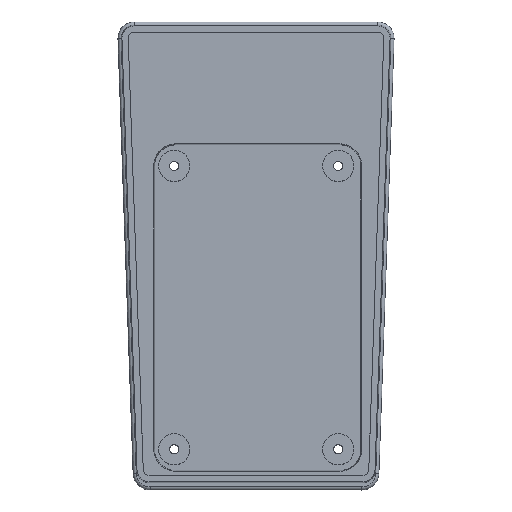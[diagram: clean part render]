
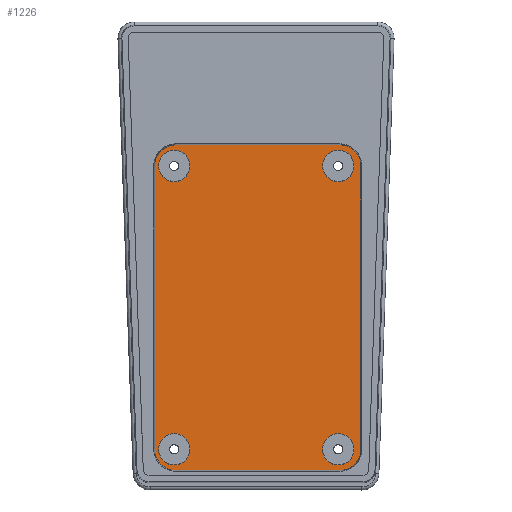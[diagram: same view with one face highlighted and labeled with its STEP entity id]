
A CAD part, top view. The second image highlights one B-rep face of the part: STEP entity #1226.
In plain terms, the highlighted planar face has unit normal (0, 0, 1).
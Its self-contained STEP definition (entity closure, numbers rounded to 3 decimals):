
#54=FACE_BOUND('',#198,.T.);
#55=FACE_BOUND('',#199,.T.);
#56=FACE_BOUND('',#200,.T.);
#57=FACE_BOUND('',#201,.T.);
#72=PLANE('',#1337);
#111=FACE_OUTER_BOUND('',#197,.T.);
#197=EDGE_LOOP('',(#867,#868,#869,#870,#871,#872,#873,#874));
#198=EDGE_LOOP('',(#875));
#199=EDGE_LOOP('',(#876));
#200=EDGE_LOOP('',(#877));
#201=EDGE_LOOP('',(#878));
#286=LINE('',#1940,#379);
#287=LINE('',#1944,#380);
#288=LINE('',#1948,#381);
#289=LINE('',#1952,#382);
#379=VECTOR('',#1535,10.);
#380=VECTOR('',#1538,10.);
#381=VECTOR('',#1541,10.);
#382=VECTOR('',#1544,10.);
#480=CIRCLE('',#1335,5.);
#481=CIRCLE('',#1338,6.763);
#482=CIRCLE('',#1339,6.763);
#483=CIRCLE('',#1340,6.763);
#484=CIRCLE('',#1341,6.763);
#485=CIRCLE('',#1342,5.);
#486=CIRCLE('',#1343,5.);
#487=CIRCLE('',#1344,5.);
#562=VERTEX_POINT('',#1933);
#563=VERTEX_POINT('',#1938);
#564=VERTEX_POINT('',#1939);
#565=VERTEX_POINT('',#1941);
#566=VERTEX_POINT('',#1943);
#567=VERTEX_POINT('',#1945);
#568=VERTEX_POINT('',#1947);
#569=VERTEX_POINT('',#1949);
#570=VERTEX_POINT('',#1951);
#571=VERTEX_POINT('',#1954);
#572=VERTEX_POINT('',#1956);
#573=VERTEX_POINT('',#1958);
#676=EDGE_CURVE('',#562,#562,#480,.T.);
#677=EDGE_CURVE('',#563,#564,#286,.T.);
#678=EDGE_CURVE('',#564,#565,#481,.T.);
#679=EDGE_CURVE('',#565,#566,#287,.T.);
#680=EDGE_CURVE('',#566,#567,#482,.T.);
#681=EDGE_CURVE('',#567,#568,#288,.T.);
#682=EDGE_CURVE('',#568,#569,#483,.T.);
#683=EDGE_CURVE('',#569,#570,#289,.T.);
#684=EDGE_CURVE('',#570,#563,#484,.T.);
#685=EDGE_CURVE('',#571,#571,#485,.T.);
#686=EDGE_CURVE('',#572,#572,#486,.T.);
#687=EDGE_CURVE('',#573,#573,#487,.T.);
#867=ORIENTED_EDGE('',*,*,#677,.T.);
#868=ORIENTED_EDGE('',*,*,#678,.T.);
#869=ORIENTED_EDGE('',*,*,#679,.T.);
#870=ORIENTED_EDGE('',*,*,#680,.T.);
#871=ORIENTED_EDGE('',*,*,#681,.T.);
#872=ORIENTED_EDGE('',*,*,#682,.T.);
#873=ORIENTED_EDGE('',*,*,#683,.T.);
#874=ORIENTED_EDGE('',*,*,#684,.T.);
#875=ORIENTED_EDGE('',*,*,#685,.T.);
#876=ORIENTED_EDGE('',*,*,#686,.T.);
#877=ORIENTED_EDGE('',*,*,#687,.T.);
#878=ORIENTED_EDGE('',*,*,#676,.T.);
#1226=ADVANCED_FACE('',(#111,#54,#55,#56,#57),#72,.T.);
#1335=AXIS2_PLACEMENT_3D('',#1935,#1529,#1530);
#1337=AXIS2_PLACEMENT_3D('',#1937,#1533,#1534);
#1338=AXIS2_PLACEMENT_3D('',#1942,#1536,#1537);
#1339=AXIS2_PLACEMENT_3D('',#1946,#1539,#1540);
#1340=AXIS2_PLACEMENT_3D('',#1950,#1542,#1543);
#1341=AXIS2_PLACEMENT_3D('',#1953,#1545,#1546);
#1342=AXIS2_PLACEMENT_3D('',#1955,#1547,#1548);
#1343=AXIS2_PLACEMENT_3D('',#1957,#1549,#1550);
#1344=AXIS2_PLACEMENT_3D('',#1959,#1551,#1552);
#1529=DIRECTION('center_axis',(0.,0.,-1.));
#1530=DIRECTION('ref_axis',(-1.,0.,0.));
#1533=DIRECTION('center_axis',(0.,0.,1.));
#1534=DIRECTION('ref_axis',(1.,0.,0.));
#1535=DIRECTION('',(-1.,0.,0.));
#1536=DIRECTION('center_axis',(0.,0.,1.));
#1537=DIRECTION('ref_axis',(0.,1.,0.));
#1538=DIRECTION('',(0.,-1.,0.));
#1539=DIRECTION('center_axis',(0.,0.,1.));
#1540=DIRECTION('ref_axis',(-1.,0.,0.));
#1541=DIRECTION('',(1.,0.,0.));
#1542=DIRECTION('center_axis',(0.,0.,1.));
#1543=DIRECTION('ref_axis',(0.,-1.,0.));
#1544=DIRECTION('',(0.,1.,0.));
#1545=DIRECTION('center_axis',(0.,0.,1.));
#1546=DIRECTION('ref_axis',(1.,0.,0.));
#1547=DIRECTION('center_axis',(0.,0.,-1.));
#1548=DIRECTION('ref_axis',(-1.,0.,0.));
#1549=DIRECTION('center_axis',(0.,0.,-1.));
#1550=DIRECTION('ref_axis',(-1.,0.,0.));
#1551=DIRECTION('center_axis',(0.,0.,-1.));
#1552=DIRECTION('ref_axis',(-1.,0.,0.));
#1933=CARTESIAN_POINT('',(-22.625,42.138,7.8));
#1935=CARTESIAN_POINT('Origin',(-27.625,42.138,7.8));
#1937=CARTESIAN_POINT('Origin',(-1.498,13.383,7.8));
#1938=CARTESIAN_POINT('',(25.263,48.9,7.8));
#1939=CARTESIAN_POINT('',(-27.125,48.9,7.8));
#1940=CARTESIAN_POINT('',(-14.312,48.9,7.8));
#1941=CARTESIAN_POINT('',(-33.887,42.138,7.8));
#1942=CARTESIAN_POINT('Origin',(-27.125,42.137,7.8));
#1943=CARTESIAN_POINT('',(-33.888,-48.35,7.8));
#1944=CARTESIAN_POINT('',(-33.888,-17.483,7.8));
#1945=CARTESIAN_POINT('',(-27.125,-55.112,7.8));
#1946=CARTESIAN_POINT('Origin',(-27.125,-48.35,7.8));
#1947=CARTESIAN_POINT('',(25.262,-55.113,7.8));
#1948=CARTESIAN_POINT('',(11.882,-55.112,7.8));
#1949=CARTESIAN_POINT('',(32.025,-48.35,7.8));
#1950=CARTESIAN_POINT('Origin',(25.262,-48.35,7.8));
#1951=CARTESIAN_POINT('',(32.025,42.138,7.8));
#1952=CARTESIAN_POINT('',(32.025,27.76,7.8));
#1953=CARTESIAN_POINT('Origin',(25.262,42.137,7.8));
#1954=CARTESIAN_POINT('',(-22.625,-48.35,7.8));
#1955=CARTESIAN_POINT('Origin',(-27.625,-48.35,7.8));
#1956=CARTESIAN_POINT('',(29.763,-48.35,7.8));
#1957=CARTESIAN_POINT('Origin',(24.763,-48.35,7.8));
#1958=CARTESIAN_POINT('',(29.763,42.138,7.8));
#1959=CARTESIAN_POINT('Origin',(24.763,42.138,7.8));
